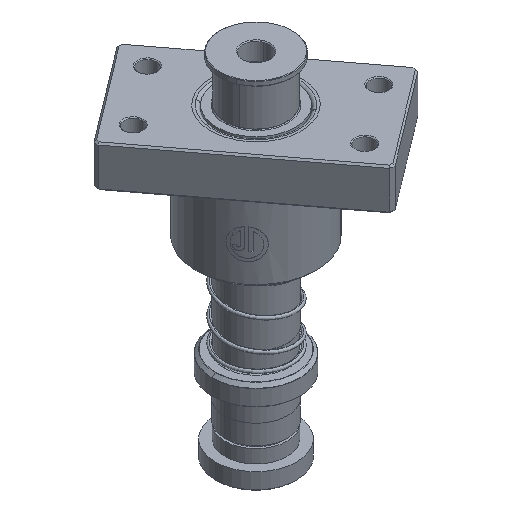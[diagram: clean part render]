
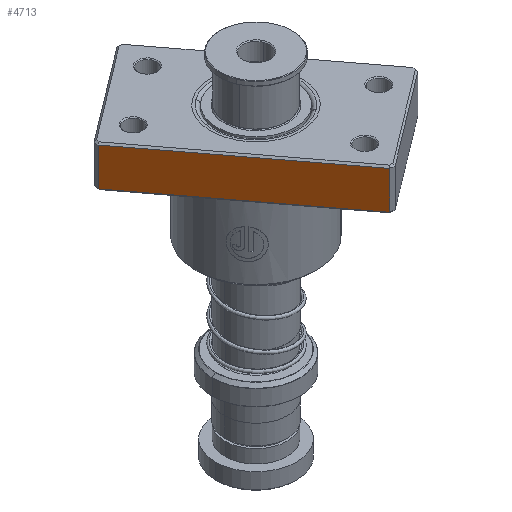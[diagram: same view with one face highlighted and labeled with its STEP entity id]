
A CAD part, isometric view. The second image highlights one B-rep face of the part: STEP entity #4713.
In plain terms, the highlighted face is planar.
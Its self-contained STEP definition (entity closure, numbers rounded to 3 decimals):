
#2442 = LINE ( 'NONE', #45781, #31911 ) ;
#3339 = VECTOR ( 'NONE', #8412, 1000. ) ;
#3706 = ORIENTED_EDGE ( 'NONE', *, *, #4307, .F. ) ;
#4182 = VECTOR ( 'NONE', #42486, 1000. ) ;
#4307 = EDGE_CURVE ( 'NONE', #31584, #42806, #9371, .T. ) ;
#4713 = ADVANCED_FACE ( 'NONE', ( #12353 ), #22482, .F. ) ;
#4939 = CARTESIAN_POINT ( 'NONE',  ( 63., 37.5, 1. ) ) ;
#5382 = ORIENTED_EDGE ( 'NONE', *, *, #45807, .T. ) ;
#6810 = CARTESIAN_POINT ( 'NONE',  ( 63., 37.5, 24. ) ) ;
#6905 = AXIS2_PLACEMENT_3D ( 'NONE', #46747, #23670, #22649 ) ;
#8382 = LINE ( 'NONE', #15523, #4182 ) ;
#8412 = DIRECTION ( 'NONE',  ( 0., 0., -1. ) ) ;
#9371 = LINE ( 'NONE', #19345, #3339 ) ;
#9569 = VECTOR ( 'NONE', #34681, 1000. ) ;
#12353 = FACE_OUTER_BOUND ( 'NONE', #36413, .T. ) ;
#14621 = DIRECTION ( 'NONE',  ( -1., 0., 0. ) ) ;
#15523 = CARTESIAN_POINT ( 'NONE',  ( 63., 37.5, 25. ) ) ;
#19345 = CARTESIAN_POINT ( 'NONE',  ( -63., 37.5, 25. ) ) ;
#22482 = PLANE ( 'NONE',  #6905 ) ;
#22649 = DIRECTION ( 'NONE',  ( 0., 0., -1. ) ) ;
#22696 = ORIENTED_EDGE ( 'NONE', *, *, #47503, .T. ) ;
#23021 = CARTESIAN_POINT ( 'NONE',  ( 63., 37.5, 24. ) ) ;
#23670 = DIRECTION ( 'NONE',  ( 0., -1., 0. ) ) ;
#25737 = CARTESIAN_POINT ( 'NONE',  ( -63., 37.5, 24. ) ) ;
#27146 = VERTEX_POINT ( 'NONE', #6810 ) ;
#30015 = LINE ( 'NONE', #23021, #9569 ) ;
#31584 = VERTEX_POINT ( 'NONE', #25737 ) ;
#31911 = VECTOR ( 'NONE', #14621, 1000. ) ;
#32949 = VERTEX_POINT ( 'NONE', #4939 ) ;
#34681 = DIRECTION ( 'NONE',  ( 1., 0., 0. ) ) ;
#36413 = EDGE_LOOP ( 'NONE', ( #44522, #5382, #3706, #22696 ) ) ;
#40096 = CARTESIAN_POINT ( 'NONE',  ( -63., 37.5, 1. ) ) ;
#42486 = DIRECTION ( 'NONE',  ( 0., 0., -1. ) ) ;
#42806 = VERTEX_POINT ( 'NONE', #40096 ) ;
#44522 = ORIENTED_EDGE ( 'NONE', *, *, #48453, .T. ) ;
#45781 = CARTESIAN_POINT ( 'NONE',  ( -63., 37.5, 1. ) ) ;
#45807 = EDGE_CURVE ( 'NONE', #32949, #42806, #2442, .T. ) ;
#46747 = CARTESIAN_POINT ( 'NONE',  ( -63., 37.5, 25. ) ) ;
#47503 = EDGE_CURVE ( 'NONE', #31584, #27146, #30015, .T. ) ;
#48453 = EDGE_CURVE ( 'NONE', #27146, #32949, #8382, .T. ) ;
